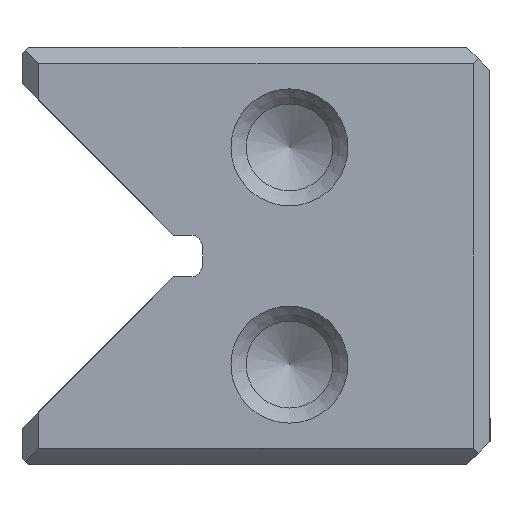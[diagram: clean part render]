
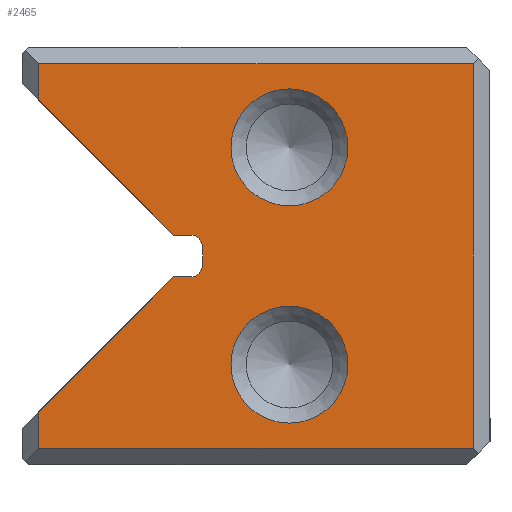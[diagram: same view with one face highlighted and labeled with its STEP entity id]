
A CAD part, left-side view. The second image highlights one B-rep face of the part: STEP entity #2465.
In plain terms, the highlighted planar face has unit normal (-1, 0, 0).
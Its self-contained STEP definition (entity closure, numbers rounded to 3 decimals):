
#2465=ADVANCED_FACE('',(#3371,#3372,#3373),#2844,.T.);
#2844=PLANE('',#8754);
#3088=CIRCLE('',#8750,3.5);
#3089=CIRCLE('',#8751,3.5);
#3090=CIRCLE('',#8752,0.7);
#3091=CIRCLE('',#8753,0.7);
#3371=FACE_BOUND('',#3563,.T.);
#3372=FACE_BOUND('',#3564,.T.);
#3373=FACE_BOUND('',#3565,.T.);
#3563=EDGE_LOOP('',(#4261));
#3564=EDGE_LOOP('',(#4262));
#3565=EDGE_LOOP('',(#4263,#4264,#4265,#4266,#4267,#4268,#4269,#4270,#4271,
#4272,#4273,#4274));
#4261=ORIENTED_EDGE('',*,*,#6737,.F.);
#4262=ORIENTED_EDGE('',*,*,#6738,.T.);
#4263=ORIENTED_EDGE('',*,*,#6739,.F.);
#4264=ORIENTED_EDGE('',*,*,#6740,.T.);
#4265=ORIENTED_EDGE('',*,*,#6741,.T.);
#4266=ORIENTED_EDGE('',*,*,#6742,.T.);
#4267=ORIENTED_EDGE('',*,*,#6743,.T.);
#4268=ORIENTED_EDGE('',*,*,#6744,.T.);
#4269=ORIENTED_EDGE('',*,*,#6745,.T.);
#4270=ORIENTED_EDGE('',*,*,#6746,.T.);
#4271=ORIENTED_EDGE('',*,*,#6747,.T.);
#4272=ORIENTED_EDGE('',*,*,#6748,.T.);
#4273=ORIENTED_EDGE('',*,*,#6749,.T.);
#4274=ORIENTED_EDGE('',*,*,#6750,.F.);
#6097=VERTEX_POINT('',#11219);
#6098=VERTEX_POINT('',#11221);
#6099=VERTEX_POINT('',#11223);
#6100=VERTEX_POINT('',#11224);
#6101=VERTEX_POINT('',#11226);
#6102=VERTEX_POINT('',#11228);
#6103=VERTEX_POINT('',#11230);
#6104=VERTEX_POINT('',#11232);
#6105=VERTEX_POINT('',#11234);
#6106=VERTEX_POINT('',#11236);
#6107=VERTEX_POINT('',#11238);
#6108=VERTEX_POINT('',#11240);
#6109=VERTEX_POINT('',#11242);
#6110=VERTEX_POINT('',#11244);
#6737=EDGE_CURVE('',#6097,#6097,#3088,.T.);
#6738=EDGE_CURVE('',#6098,#6098,#3089,.T.);
#6739=EDGE_CURVE('',#6099,#6100,#7569,.T.);
#6740=EDGE_CURVE('',#6099,#6101,#7570,.T.);
#6741=EDGE_CURVE('',#6101,#6102,#7571,.T.);
#6742=EDGE_CURVE('',#6102,#6103,#7572,.T.);
#6743=EDGE_CURVE('',#6103,#6104,#7573,.T.);
#6744=EDGE_CURVE('',#6104,#6105,#7574,.T.);
#6745=EDGE_CURVE('',#6105,#6106,#7575,.T.);
#6746=EDGE_CURVE('',#6106,#6107,#7576,.T.);
#6747=EDGE_CURVE('',#6107,#6108,#3090,.T.);
#6748=EDGE_CURVE('',#6108,#6109,#7577,.T.);
#6749=EDGE_CURVE('',#6109,#6110,#3091,.T.);
#6750=EDGE_CURVE('',#6100,#6110,#7578,.T.);
#7569=LINE('',#11222,#8231);
#7570=LINE('',#11225,#8232);
#7571=LINE('',#11227,#8233);
#7572=LINE('',#11229,#8234);
#7573=LINE('',#11231,#8235);
#7574=LINE('',#11233,#8236);
#7575=LINE('',#11235,#8237);
#7576=LINE('',#11237,#8238);
#7577=LINE('',#11241,#8239);
#7578=LINE('',#11245,#8240);
#8231=VECTOR('',#9287,1.);
#8232=VECTOR('',#9288,1.);
#8233=VECTOR('',#9289,1.);
#8234=VECTOR('',#9290,1.);
#8235=VECTOR('',#9291,1.);
#8236=VECTOR('',#9292,1.);
#8237=VECTOR('',#9293,1.);
#8238=VECTOR('',#9294,1.);
#8239=VECTOR('',#9297,1.);
#8240=VECTOR('',#9300,1.);
#8750=AXIS2_PLACEMENT_3D('',#11218,#9283,#9284);
#8751=AXIS2_PLACEMENT_3D('',#11220,#9285,#9286);
#8752=AXIS2_PLACEMENT_3D('',#11239,#9295,#9296);
#8753=AXIS2_PLACEMENT_3D('',#11243,#9298,#9299);
#8754=AXIS2_PLACEMENT_3D('',#11246,#9301,#9302);
#9283=DIRECTION('',(-1.,0.,0.));
#9284=DIRECTION('',(0.,0.,1.));
#9285=DIRECTION('',(1.,0.,0.));
#9286=DIRECTION('',(0.,0.,-1.));
#9287=DIRECTION('',(0.,-0.707,0.707));
#9288=DIRECTION('',(0.,0.,-1.));
#9289=DIRECTION('',(0.,-1.,0.));
#9290=DIRECTION('',(0.,0.,1.));
#9291=DIRECTION('',(0.,1.,0.));
#9292=DIRECTION('',(0.,0.,-1.));
#9293=DIRECTION('',(0.,-0.707,-0.707));
#9294=DIRECTION('',(0.,-1.,0.));
#9295=DIRECTION('',(1.,0.,0.));
#9296=DIRECTION('',(0.,0.,1.));
#9297=DIRECTION('',(0.,0.,-1.));
#9298=DIRECTION('',(1.,0.,0.));
#9299=DIRECTION('',(0.,0.,1.));
#9300=DIRECTION('',(0.,-1.,0.));
#9301=DIRECTION('',(-1.,0.,0.));
#9302=DIRECTION('',(0.,0.,-1.));
#11218=CARTESIAN_POINT('',(0.,12.,6.));
#11219=CARTESIAN_POINT('',(0.,12.,9.5));
#11220=CARTESIAN_POINT('',(0.,12.,19.));
#11221=CARTESIAN_POINT('',(0.,12.,15.5));
#11222=CARTESIAN_POINT('',(0.,28.,2.168));
#11223=CARTESIAN_POINT('',(0.,27.,3.168));
#11224=CARTESIAN_POINT('',(0.,18.918,11.25));
#11225=CARTESIAN_POINT('',(0.,27.,0.));
#11226=CARTESIAN_POINT('',(0.,27.,1.));
#11227=CARTESIAN_POINT('',(0.,14.,1.));
#11228=CARTESIAN_POINT('',(0.,1.,1.));
#11229=CARTESIAN_POINT('',(0.,1.,0.));
#11230=CARTESIAN_POINT('',(0.,1.,24.));
#11231=CARTESIAN_POINT('',(0.,14.,24.));
#11232=CARTESIAN_POINT('',(0.,27.,24.));
#11233=CARTESIAN_POINT('',(0.,27.,0.));
#11234=CARTESIAN_POINT('',(0.,27.,21.832));
#11235=CARTESIAN_POINT('',(0.,28.,22.832));
#11236=CARTESIAN_POINT('',(0.,18.918,13.75));
#11237=CARTESIAN_POINT('',(0.,17.2,13.75));
#11238=CARTESIAN_POINT('',(0.,17.9,13.75));
#11239=CARTESIAN_POINT('',(0.,17.9,13.05));
#11240=CARTESIAN_POINT('',(0.,17.2,13.05));
#11241=CARTESIAN_POINT('',(0.,17.2,13.75));
#11242=CARTESIAN_POINT('',(0.,17.2,11.95));
#11243=CARTESIAN_POINT('',(0.,17.9,11.95));
#11244=CARTESIAN_POINT('',(0.,17.9,11.25));
#11245=CARTESIAN_POINT('',(0.,17.2,11.25));
#11246=CARTESIAN_POINT('',(0.,14.,0.));
